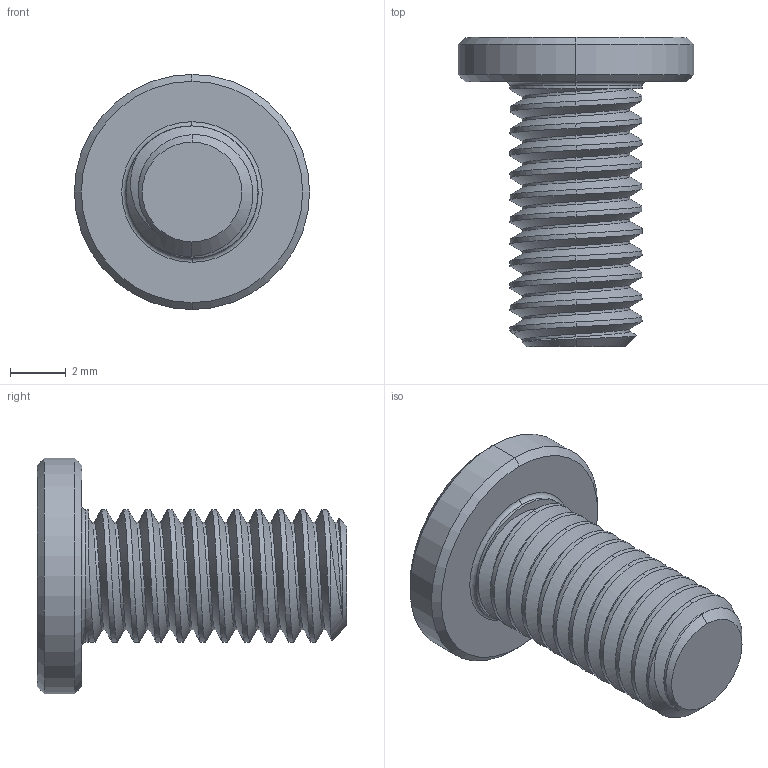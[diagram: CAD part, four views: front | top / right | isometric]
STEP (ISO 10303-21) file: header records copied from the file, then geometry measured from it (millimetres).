
FILE_DESCRIPTION (( 'STEP AP214' ), '1' );
FILE_NAME ('WCP-0034.step', '2022-01-07T22:24:23', ( '' ), ( '' ), 'SwSTEP 2.0', 'SolidWorks 2020', '' );
FILE_SCHEMA (( 'AUTOMOTIVE_DESIGN' ));
Length unit declared in the file: inch
Products named in the file (1): WCP-0034
Bounding box: 8.46 x 11.11 x 8.46 mm (x, y, z)
Volume: 220.7 mm3; surface area: 364.9 mm2
Topology: 1 solids, 1 shells, 78 faces, 204 edges, 130 vertices
Faces by surface type: cylinder 50, cone 13, plane 11, torus 2, bspline 2
Entity records: 8101 total; most frequent: CARTESIAN_POINT 6414, ORIENTED_EDGE 408, DIRECTION 280, EDGE_CURVE 204, VERTEX_POINT 130, AXIS2_PLACEMENT_3D 106, EDGE_LOOP 80, FACE_OUTER_BOUND 78
